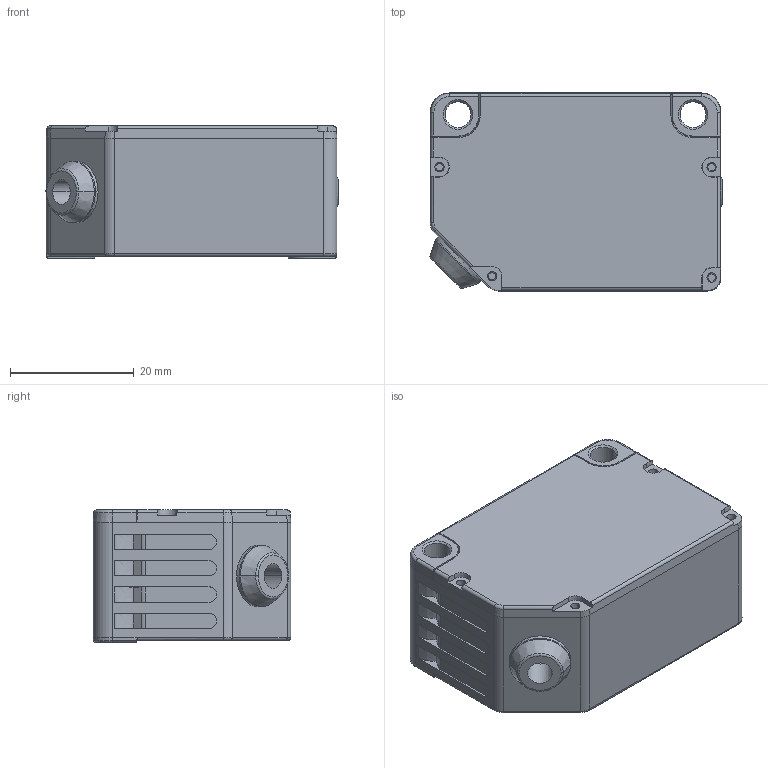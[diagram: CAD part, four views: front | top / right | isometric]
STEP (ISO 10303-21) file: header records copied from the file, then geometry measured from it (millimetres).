
FILE_DESCRIPTION((''),'2;1');
FILE_NAME('DG10_ASM','2022-05-23T',('admin'),(''),'PRO/ENGINEER BY PARAMETRIC TECHNOLOGY CORPORATION, 2008380','PRO/ENGINEER BY PARAMETRIC TECHNOLOGY CORPORATION, 2008380','');
FILE_SCHEMA(('CONFIG_CONTROL_DESIGN'));
Length unit declared in the file: millimetre
Products named in the file (7): X1_58; X2_7; PRT0001; DD1_5; DD2_3; ASM0001_ASM_43_ASM; DG10_ASM
Assembly tree (6 placements, depth 3):
  DG10_ASM
    ASM0001_ASM_43_ASM
      X1_58
      X2_7
      PRT0001
      DD1_5
      DD2_3
Bounding box: 47.25 x 32 x 21.35 mm (x, y, z)
Volume: 10954.2 mm3; surface area: 13081.7 mm2
Topology: 5 solids, 5 shells, 519 faces, 1434 edges, 947 vertices
Faces by surface type: plane 241, cylinder 138, cone 49, bspline 47, extrusion 28, torus 14, sphere 2
Entity records: 24206 total; most frequent: CARTESIAN_POINT 11410, ORIENTED_EDGE 2864, DIRECTION 2248, EDGE_CURVE 1432, VERTEX_POINT 947, VECTOR 798, LINE 770, AXIS2_PLACEMENT_3D 725
